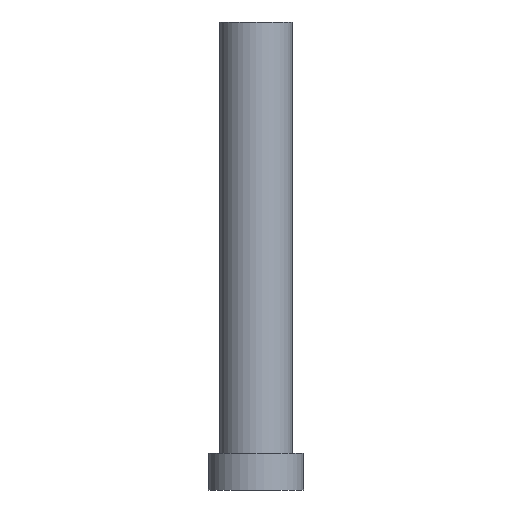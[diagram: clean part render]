
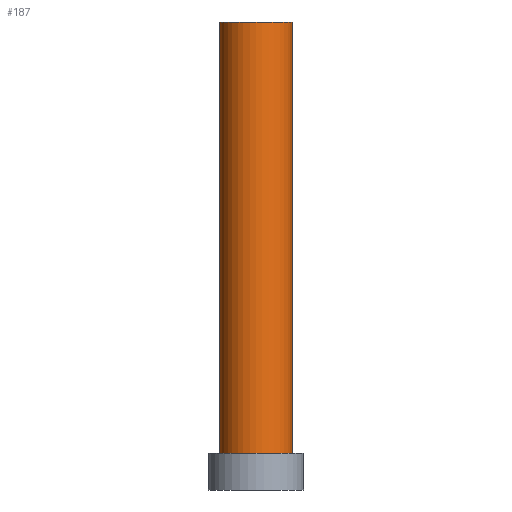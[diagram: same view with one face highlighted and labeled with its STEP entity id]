
A CAD part, left-side view. The second image highlights one B-rep face of the part: STEP entity #187.
In plain terms, the highlighted cylindrical face has radius 2.921 mm (diameter 5.842 mm), a full revolution.
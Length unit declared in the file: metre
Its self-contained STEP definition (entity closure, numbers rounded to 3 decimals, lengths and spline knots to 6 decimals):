
#38=ORIENTED_EDGE('',*,*,#66,.F.);
#39=ORIENTED_EDGE('',*,*,#67,.F.);
#66=EDGE_CURVE('',#82,#82,#98,.T.);
#67=EDGE_CURVE('',#83,#83,#99,.T.);
#82=VERTEX_POINT('',#384);
#83=VERTEX_POINT('',#386);
#98=CIRCLE('',#259,0.002921);
#99=CIRCLE('',#260,0.002921);
#118=EDGE_LOOP('',(#38));
#119=EDGE_LOOP('',(#39));
#150=FACE_BOUND('',#118,.T.);
#151=FACE_BOUND('',#119,.T.);
#176=CYLINDRICAL_SURFACE('',#258,0.002921);
#187=ADVANCED_FACE('',(#150,#151),#176,.T.);
#258=AXIS2_PLACEMENT_3D('',#382,#309,#310);
#259=AXIS2_PLACEMENT_3D('',#383,#311,#312);
#260=AXIS2_PLACEMENT_3D('',#385,#313,#314);
#309=DIRECTION('',(0.,0.,-1.));
#310=DIRECTION('',(-1.,0.,0.));
#311=DIRECTION('',(0.,0.,1.));
#312=DIRECTION('',(1.,0.,0.));
#313=DIRECTION('',(0.,0.,-1.));
#314=DIRECTION('',(-1.,0.,0.));
#382=CARTESIAN_POINT('',(0.07915,-0.140545,0.399157));
#383=CARTESIAN_POINT('',(0.07915,-0.140545,0.04055));
#384=CARTESIAN_POINT('',(0.082071,-0.140545,0.04055));
#385=CARTESIAN_POINT('',(0.07915,-0.140545,0.006111));
#386=CARTESIAN_POINT('',(0.076229,-0.140545,0.006111));
